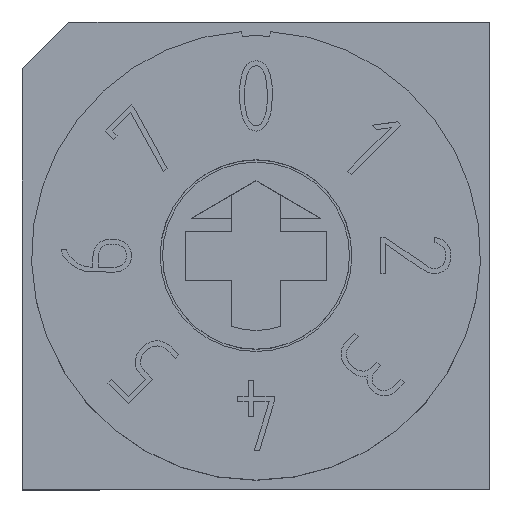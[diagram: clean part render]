
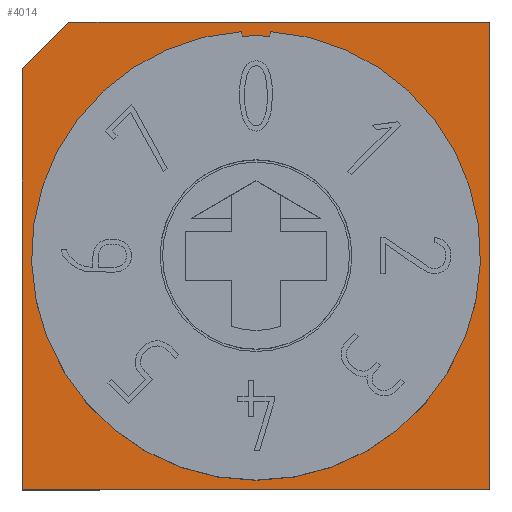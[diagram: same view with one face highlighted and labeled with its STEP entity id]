
A CAD part, top view. The second image highlights one B-rep face of the part: STEP entity #4014.
In plain terms, the highlighted planar face has unit normal (0, 0, 1).
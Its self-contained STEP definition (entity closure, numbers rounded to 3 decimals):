
#24=CIRCLE('',#4074,4.7);
#28=CIRCLE('',#4174,4.8);
#82=LINE('',#5314,#354);
#218=LINE('',#5907,#490);
#259=LINE('',#6156,#531);
#265=LINE('',#6169,#537);
#266=LINE('',#6171,#538);
#270=LINE('',#6180,#542);
#278=LINE('',#6258,#550);
#354=VECTOR('',#4279,1000.);
#490=VECTOR('',#4537,1000.);
#531=VECTOR('',#4628,1000.);
#537=VECTOR('',#4636,1000.);
#538=VECTOR('',#4639,1000.);
#542=VECTOR('',#4645,1000.);
#550=VECTOR('',#4673,1000.);
#1233=ORIENTED_EDGE('',*,*,#1766,.T.);
#1234=ORIENTED_EDGE('',*,*,#1695,.F.);
#1235=ORIENTED_EDGE('',*,*,#1489,.F.);
#1236=ORIENTED_EDGE('',*,*,#1493,.F.);
#1237=ORIENTED_EDGE('',*,*,#1746,.T.);
#1238=ORIENTED_EDGE('',*,*,#1767,.F.);
#1239=ORIENTED_EDGE('',*,*,#1747,.T.);
#1240=ORIENTED_EDGE('',*,*,#1751,.T.);
#1241=ORIENTED_EDGE('',*,*,#1740,.T.);
#1489=EDGE_CURVE('',#1877,#1878,#24,.T.);
#1493=EDGE_CURVE('',#1881,#1877,#82,.T.);
#1695=EDGE_CURVE('',#1878,#2019,#218,.T.);
#1740=EDGE_CURVE('',#2050,#2051,#259,.T.);
#1746=EDGE_CURVE('',#2051,#2055,#265,.T.);
#1747=EDGE_CURVE('',#2056,#2057,#266,.T.);
#1751=EDGE_CURVE('',#2057,#2050,#270,.T.);
#1766=EDGE_CURVE('',#1881,#2019,#28,.T.);
#1767=EDGE_CURVE('',#2056,#2055,#278,.T.);
#1877=VERTEX_POINT('',#5306);
#1878=VERTEX_POINT('',#5307);
#1881=VERTEX_POINT('',#5315);
#2019=VERTEX_POINT('',#5908);
#2050=VERTEX_POINT('',#6157);
#2051=VERTEX_POINT('',#6158);
#2055=VERTEX_POINT('',#6168);
#2056=VERTEX_POINT('',#6172);
#2057=VERTEX_POINT('',#6173);
#2380=EDGE_LOOP('',(#1233,#1234,#1235,#1236));
#2381=EDGE_LOOP('',(#1237,#1238,#1239,#1240,#1241));
#2568=FACE_BOUND('',#2380,.T.);
#2569=FACE_BOUND('',#2381,.T.);
#2722=PLANE('',#4175);
#4014=ADVANCED_FACE('',(#2568,#2569),#2722,.T.);
#4074=AXIS2_PLACEMENT_3D('',#5305,#4271,#4272);
#4174=AXIS2_PLACEMENT_3D('',#6256,#4669,#4670);
#4175=AXIS2_PLACEMENT_3D('',#6257,#4671,#4672);
#4271=DIRECTION('',(0.,0.,1.));
#4272=DIRECTION('',(1.,0.,0.));
#4279=DIRECTION('',(0.063,0.998,0.));
#4537=DIRECTION('',(0.063,-0.998,0.));
#4628=DIRECTION('',(0.,-1.,0.));
#4636=DIRECTION('',(1.,0.,0.));
#4639=DIRECTION('',(0.,1.,0.));
#4645=DIRECTION('',(-1.,0.,0.));
#4669=DIRECTION('',(0.,0.,-1.));
#4670=DIRECTION('',(1.,0.,0.));
#4671=DIRECTION('',(0.,0.,1.));
#4672=DIRECTION('',(1.,0.,0.));
#4673=DIRECTION('',(-0.707,-0.707,0.));
#5305=CARTESIAN_POINT('',(0.,0.,2.8));
#5306=CARTESIAN_POINT('',(-0.297,-4.691,2.8));
#5307=CARTESIAN_POINT('',(0.297,-4.691,2.8));
#5314=CARTESIAN_POINT('',(-0.297,-4.691,2.8));
#5315=CARTESIAN_POINT('',(-0.303,-4.79,2.8));
#5907=CARTESIAN_POINT('',(0.303,-4.79,2.8));
#5908=CARTESIAN_POINT('',(0.303,-4.79,2.8));
#6156=CARTESIAN_POINT('',(-5.,5.,2.8));
#6157=CARTESIAN_POINT('',(-5.,5.,2.8));
#6158=CARTESIAN_POINT('',(-5.,-5.,2.8));
#6168=CARTESIAN_POINT('',(4.,-5.,2.8));
#6169=CARTESIAN_POINT('',(-5.,-5.,2.8));
#6171=CARTESIAN_POINT('',(5.,-5.,2.8));
#6172=CARTESIAN_POINT('',(5.,-4.,2.8));
#6173=CARTESIAN_POINT('',(5.,5.,2.8));
#6180=CARTESIAN_POINT('',(5.,5.,2.8));
#6256=CARTESIAN_POINT('',(0.,0.,2.8));
#6257=CARTESIAN_POINT('',(-5.,-5.,2.8));
#6258=CARTESIAN_POINT('',(-0.5,-9.5,2.8));
